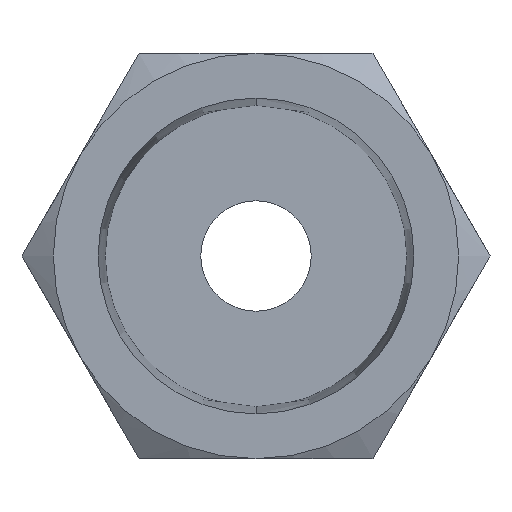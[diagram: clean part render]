
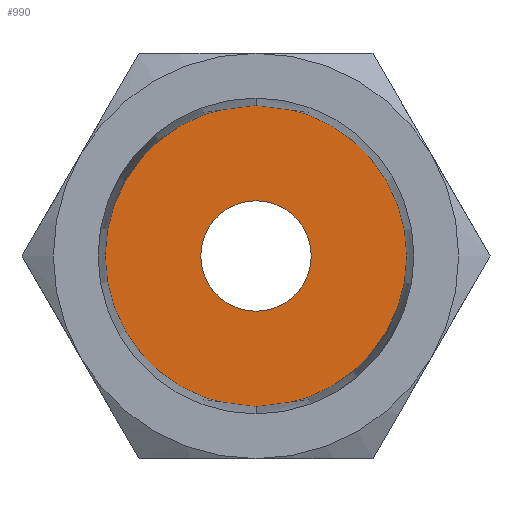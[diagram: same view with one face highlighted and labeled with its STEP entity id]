
A CAD part, front view. The second image highlights one B-rep face of the part: STEP entity #990.
In plain terms, the highlighted planar face has unit normal (0, -1, 0).
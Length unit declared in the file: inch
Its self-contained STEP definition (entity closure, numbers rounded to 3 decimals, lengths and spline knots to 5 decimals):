
#100 = ORIENTED_EDGE ( 'NONE', *, *, #1021, .F. ) ;
#237 = EDGE_CURVE ( 'NONE', #1146, #969, #1536, .T. ) ;
#255 = EDGE_CURVE ( 'NONE', #877, #945, #871, .T. ) ;
#311 = DIRECTION ( 'NONE',  ( 0., -1., 0. ) ) ;
#343 = EDGE_CURVE ( 'NONE', #945, #877, #681, .T. ) ;
#370 = FACE_BOUND ( 'NONE', #857, .T. ) ;
#479 = DIRECTION ( 'NONE',  ( 0., 0., 1. ) ) ;
#594 = CARTESIAN_POINT ( 'NONE',  ( 0., 0.49213, -0.32212 ) ) ;
#615 = CARTESIAN_POINT ( 'NONE',  ( -0.22012, 0.49213, 0. ) ) ;
#681 = CIRCLE ( 'NONE', #1890, 0.32212 ) ;
#727 = ORIENTED_EDGE ( 'NONE', *, *, #237, .F. ) ;
#775 = DIRECTION ( 'NONE',  ( 0., -1., 0. ) ) ;
#786 = CARTESIAN_POINT ( 'NONE',  ( 0., 0.49213, 0. ) ) ;
#857 = EDGE_LOOP ( 'NONE', ( #100, #727 ) ) ;
#861 = AXIS2_PLACEMENT_3D ( 'NONE', #786, #775, #479 ) ;
#871 = CIRCLE ( 'NONE', #1048, 0.32212 ) ;
#874 = EDGE_LOOP ( 'NONE', ( #1339, #1545 ) ) ;
#877 = VERTEX_POINT ( 'NONE', #1865 ) ;
#921 = PLANE ( 'NONE',  #1134 ) ;
#945 = VERTEX_POINT ( 'NONE', #594 ) ;
#969 = VERTEX_POINT ( 'NONE', #1471 ) ;
#990 = ADVANCED_FACE ( 'NONE', ( #370, #1481 ), #921, .F. ) ;
#1021 = EDGE_CURVE ( 'NONE', #969, #1146, #1844, .T. ) ;
#1048 = AXIS2_PLACEMENT_3D ( 'NONE', #1707, #1625, #1365 ) ;
#1060 = DIRECTION ( 'NONE',  ( 0., 0., 1. ) ) ;
#1090 = DIRECTION ( 'NONE',  ( 0., 0., -1. ) ) ;
#1098 = DIRECTION ( 'NONE',  ( 0., -1., 0. ) ) ;
#1134 = AXIS2_PLACEMENT_3D ( 'NONE', #615, #1896, #1060 ) ;
#1146 = VERTEX_POINT ( 'NONE', #1779 ) ;
#1212 = CARTESIAN_POINT ( 'NONE',  ( 0., 0.49213, 0. ) ) ;
#1223 = CARTESIAN_POINT ( 'NONE',  ( 0., 0.49213, 0. ) ) ;
#1233 = AXIS2_PLACEMENT_3D ( 'NONE', #1212, #311, #1350 ) ;
#1339 = ORIENTED_EDGE ( 'NONE', *, *, #343, .T. ) ;
#1350 = DIRECTION ( 'NONE',  ( 0., 0., 1. ) ) ;
#1365 = DIRECTION ( 'NONE',  ( 0., 0., -1. ) ) ;
#1471 = CARTESIAN_POINT ( 'NONE',  ( 0., 0.49213, 0.11811 ) ) ;
#1481 = FACE_OUTER_BOUND ( 'NONE', #874, .T. ) ;
#1536 = CIRCLE ( 'NONE', #861, 0.11811 ) ;
#1545 = ORIENTED_EDGE ( 'NONE', *, *, #255, .T. ) ;
#1625 = DIRECTION ( 'NONE',  ( 0., -1., 0. ) ) ;
#1707 = CARTESIAN_POINT ( 'NONE',  ( 0., 0.49213, 0. ) ) ;
#1779 = CARTESIAN_POINT ( 'NONE',  ( 0., 0.49213, -0.11811 ) ) ;
#1844 = CIRCLE ( 'NONE', #1233, 0.11811 ) ;
#1865 = CARTESIAN_POINT ( 'NONE',  ( 0., 0.49213, 0.32212 ) ) ;
#1890 = AXIS2_PLACEMENT_3D ( 'NONE', #1223, #1098, #1090 ) ;
#1896 = DIRECTION ( 'NONE',  ( 0., 1., 0. ) ) ;
